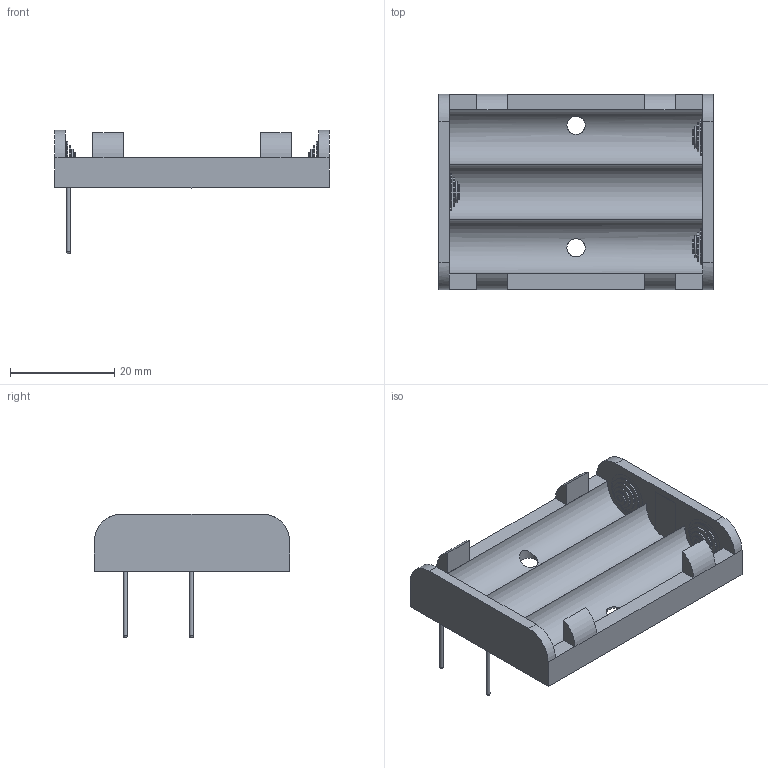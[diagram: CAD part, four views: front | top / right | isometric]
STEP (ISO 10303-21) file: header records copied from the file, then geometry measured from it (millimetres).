
FILE_DESCRIPTION(/* description */ ('model of BatteryHolder_Keystone_2479_3xAAA'),/* implementation_level */ '2;1');
FILE_NAME(/* name */ 'BatteryHolder_Keystone_2479_3xAAA.step',/* time_stamp */ '2018-12-13T15:58:07',/* author */ ('kicad StepUp','ksu'),/* organization */ ('FreeCAD'),/* preprocessor_version */ 'OCC',/* originating_system */ 'kicad StepUp',/* authorisation */ '');
FILE_SCHEMA(('AUTOMOTIVE_DESIGN { 1 0 10303 214 1 1 1 1 }'));
Length unit declared in the file: millimetre
Products named in the file (1): Keystone_2479_3xAAA
Bounding box: 52.63 x 37.49 x 23.7 mm (x, y, z)
Volume: 5592.7 mm3; surface area: 7594.2 mm2
Topology: 14 solids, 14 shells, 116 faces, 253 edges, 168 vertices
Faces by surface type: plane 74, cylinder 40, revolution 2
Full cylindrical faces by diameter (mm): 0.02 x1, 0.8 x2, 1.4 x3, 2.8 x6, 3.5 x2, 4.2 x6, 5.6 x6, 7 x3
Entity records: 4317 total; most frequent: CARTESIAN_POINT 795, DIRECTION 587, ORIENTED_EDGE 498, EDGE_CURVE 249, AXIS2_PLACEMENT_3D 223, VERTEX_POINT 168, FACE_BOUND 159, EDGE_LOOP 159
